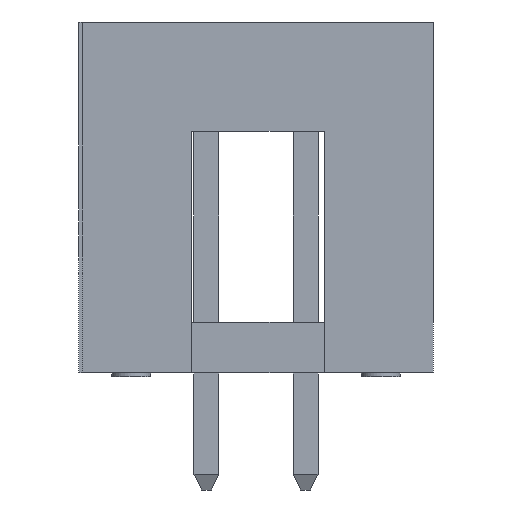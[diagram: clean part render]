
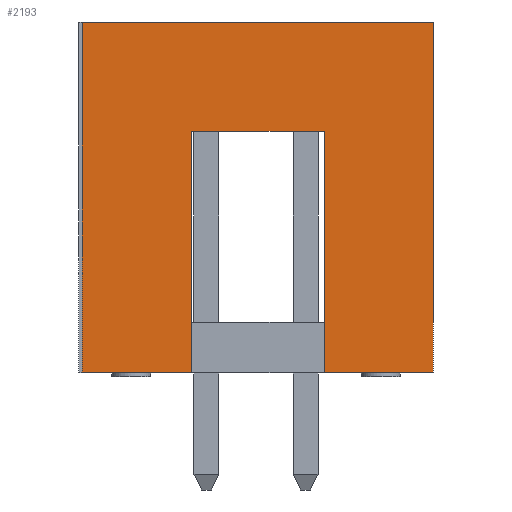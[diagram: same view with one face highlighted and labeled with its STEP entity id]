
A CAD part, left-side view. The second image highlights one B-rep face of the part: STEP entity #2193.
In plain terms, the highlighted planar face has unit normal (-1, 0, 0).
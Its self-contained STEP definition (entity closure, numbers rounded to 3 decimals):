
#201 = PLANE('',#202);
#202 = AXIS2_PLACEMENT_3D('',#203,#204,#205);
#203 = CARTESIAN_POINT('',(5.08,1.27,0.15));
#204 = DIRECTION('',(0.,0.,1.));
#205 = DIRECTION('',(0.,-1.,0.));
#1599 = PLANE('',#1600);
#1600 = AXIS2_PLACEMENT_3D('',#1601,#1602,#1603);
#1601 = CARTESIAN_POINT('',(5.08,1.27,9.15));
#1602 = DIRECTION('',(0.,0.,1.));
#1603 = DIRECTION('',(0.,-1.,0.));
#2023 = PLANE('',#2024);
#2024 = AXIS2_PLACEMENT_3D('',#2025,#2026,#2027);
#2025 = CARTESIAN_POINT('',(-5.08,-3.28,9.15));
#2026 = DIRECTION('',(0.,1.,0.));
#2027 = DIRECTION('',(-1.,0.,0.));
#2193 = ADVANCED_FACE('',(#2194),#2208,.F.);
#2194 = FACE_BOUND('',#2195,.T.);
#2195 = EDGE_LOOP('',(#2196,#2226,#2254,#2282,#2310,#2333,#2356,#2379));
#2196 = ORIENTED_EDGE('',*,*,#2197,.T.);
#2197 = EDGE_CURVE('',#2198,#2200,#2202,.T.);
#2198 = VERTEX_POINT('',#2199);
#2199 = CARTESIAN_POINT('',(-5.08,5.72,0.15));
#2200 = VERTEX_POINT('',#2201);
#2201 = CARTESIAN_POINT('',(-5.08,2.92,0.15));
#2202 = SURFACE_CURVE('',#2203,(#2207,#2219),.PCURVE_S1.);
#2203 = LINE('',#2204,#2205);
#2204 = CARTESIAN_POINT('',(-5.08,5.82,0.15));
#2205 = VECTOR('',#2206,1.);
#2206 = DIRECTION('',(0.,-1.,0.));
#2207 = PCURVE('',#2208,#2213);
#2208 = PLANE('',#2209);
#2209 = AXIS2_PLACEMENT_3D('',#2210,#2211,#2212);
#2210 = CARTESIAN_POINT('',(-5.08,5.82,9.15));
#2211 = DIRECTION('',(1.,0.,0.));
#2212 = DIRECTION('',(0.,1.,0.));
#2213 = DEFINITIONAL_REPRESENTATION('',(#2214),#2218);
#2214 = LINE('',#2215,#2216);
#2215 = CARTESIAN_POINT('',(0.,-9.));
#2216 = VECTOR('',#2217,1.);
#2217 = DIRECTION('',(-1.,0.));
#2218 = ( GEOMETRIC_REPRESENTATION_CONTEXT(2) 
PARAMETRIC_REPRESENTATION_CONTEXT() REPRESENTATION_CONTEXT('2D SPACE',''
  ) );
#2219 = PCURVE('',#201,#2220);
#2220 = DEFINITIONAL_REPRESENTATION('',(#2221),#2225);
#2221 = LINE('',#2222,#2223);
#2222 = CARTESIAN_POINT('',(-4.55,-10.16));
#2223 = VECTOR('',#2224,1.);
#2224 = DIRECTION('',(1.,0.));
#2225 = ( GEOMETRIC_REPRESENTATION_CONTEXT(2) 
PARAMETRIC_REPRESENTATION_CONTEXT() REPRESENTATION_CONTEXT('2D SPACE',''
  ) );
#2226 = ORIENTED_EDGE('',*,*,#2227,.F.);
#2227 = EDGE_CURVE('',#2228,#2200,#2230,.T.);
#2228 = VERTEX_POINT('',#2229);
#2229 = CARTESIAN_POINT('',(-5.08,2.92,6.35));
#2230 = SURFACE_CURVE('',#2231,(#2235,#2242),.PCURVE_S1.);
#2231 = LINE('',#2232,#2233);
#2232 = CARTESIAN_POINT('',(-5.08,2.92,6.35));
#2233 = VECTOR('',#2234,1.);
#2234 = DIRECTION('',(0.,0.,-1.));
#2235 = PCURVE('',#2208,#2236);
#2236 = DEFINITIONAL_REPRESENTATION('',(#2237),#2241);
#2237 = LINE('',#2238,#2239);
#2238 = CARTESIAN_POINT('',(-2.9,-2.8));
#2239 = VECTOR('',#2240,1.);
#2240 = DIRECTION('',(0.,-1.));
#2241 = ( GEOMETRIC_REPRESENTATION_CONTEXT(2) 
PARAMETRIC_REPRESENTATION_CONTEXT() REPRESENTATION_CONTEXT('2D SPACE',''
  ) );
#2242 = PCURVE('',#2243,#2248);
#2243 = PLANE('',#2244);
#2244 = AXIS2_PLACEMENT_3D('',#2245,#2246,#2247);
#2245 = CARTESIAN_POINT('',(-3.78,2.92,6.35));
#2246 = DIRECTION('',(0.,1.,0.));
#2247 = DIRECTION('',(-1.,0.,0.));
#2248 = DEFINITIONAL_REPRESENTATION('',(#2249),#2253);
#2249 = LINE('',#2250,#2251);
#2250 = CARTESIAN_POINT('',(1.3,0.));
#2251 = VECTOR('',#2252,1.);
#2252 = DIRECTION('',(0.,-1.));
#2253 = ( GEOMETRIC_REPRESENTATION_CONTEXT(2) 
PARAMETRIC_REPRESENTATION_CONTEXT() REPRESENTATION_CONTEXT('2D SPACE',''
  ) );
#2254 = ORIENTED_EDGE('',*,*,#2255,.F.);
#2255 = EDGE_CURVE('',#2256,#2228,#2258,.T.);
#2256 = VERTEX_POINT('',#2257);
#2257 = CARTESIAN_POINT('',(-5.08,-0.48,6.35));
#2258 = SURFACE_CURVE('',#2259,(#2263,#2270),.PCURVE_S1.);
#2259 = LINE('',#2260,#2261);
#2260 = CARTESIAN_POINT('',(-5.08,2.92,6.35));
#2261 = VECTOR('',#2262,1.);
#2262 = DIRECTION('',(0.,1.,0.));
#2263 = PCURVE('',#2208,#2264);
#2264 = DEFINITIONAL_REPRESENTATION('',(#2265),#2269);
#2265 = LINE('',#2266,#2267);
#2266 = CARTESIAN_POINT('',(-2.9,-2.8));
#2267 = VECTOR('',#2268,1.);
#2268 = DIRECTION('',(1.,0.));
#2269 = ( GEOMETRIC_REPRESENTATION_CONTEXT(2) 
PARAMETRIC_REPRESENTATION_CONTEXT() REPRESENTATION_CONTEXT('2D SPACE',''
  ) );
#2270 = PCURVE('',#2271,#2276);
#2271 = PLANE('',#2272);
#2272 = AXIS2_PLACEMENT_3D('',#2273,#2274,#2275);
#2273 = CARTESIAN_POINT('',(-3.78,2.92,6.35));
#2274 = DIRECTION('',(0.,0.,1.));
#2275 = DIRECTION('',(0.,-1.,0.));
#2276 = DEFINITIONAL_REPRESENTATION('',(#2277),#2281);
#2277 = LINE('',#2278,#2279);
#2278 = CARTESIAN_POINT('',(0.,-1.3));
#2279 = VECTOR('',#2280,1.);
#2280 = DIRECTION('',(-1.,0.));
#2281 = ( GEOMETRIC_REPRESENTATION_CONTEXT(2) 
PARAMETRIC_REPRESENTATION_CONTEXT() REPRESENTATION_CONTEXT('2D SPACE',''
  ) );
#2282 = ORIENTED_EDGE('',*,*,#2283,.F.);
#2283 = EDGE_CURVE('',#2284,#2256,#2286,.T.);
#2284 = VERTEX_POINT('',#2285);
#2285 = CARTESIAN_POINT('',(-5.08,-0.48,0.15));
#2286 = SURFACE_CURVE('',#2287,(#2291,#2298),.PCURVE_S1.);
#2287 = LINE('',#2288,#2289);
#2288 = CARTESIAN_POINT('',(-5.08,-0.48,6.35));
#2289 = VECTOR('',#2290,1.);
#2290 = DIRECTION('',(0.,0.,1.));
#2291 = PCURVE('',#2208,#2292);
#2292 = DEFINITIONAL_REPRESENTATION('',(#2293),#2297);
#2293 = LINE('',#2294,#2295);
#2294 = CARTESIAN_POINT('',(-6.3,-2.8));
#2295 = VECTOR('',#2296,1.);
#2296 = DIRECTION('',(0.,1.));
#2297 = ( GEOMETRIC_REPRESENTATION_CONTEXT(2) 
PARAMETRIC_REPRESENTATION_CONTEXT() REPRESENTATION_CONTEXT('2D SPACE',''
  ) );
#2298 = PCURVE('',#2299,#2304);
#2299 = PLANE('',#2300);
#2300 = AXIS2_PLACEMENT_3D('',#2301,#2302,#2303);
#2301 = CARTESIAN_POINT('',(-3.78,-0.48,6.35));
#2302 = DIRECTION('',(0.,-1.,0.));
#2303 = DIRECTION('',(1.,0.,0.));
#2304 = DEFINITIONAL_REPRESENTATION('',(#2305),#2309);
#2305 = LINE('',#2306,#2307);
#2306 = CARTESIAN_POINT('',(-1.3,0.));
#2307 = VECTOR('',#2308,1.);
#2308 = DIRECTION('',(0.,1.));
#2309 = ( GEOMETRIC_REPRESENTATION_CONTEXT(2) 
PARAMETRIC_REPRESENTATION_CONTEXT() REPRESENTATION_CONTEXT('2D SPACE',''
  ) );
#2310 = ORIENTED_EDGE('',*,*,#2311,.T.);
#2311 = EDGE_CURVE('',#2284,#2312,#2314,.T.);
#2312 = VERTEX_POINT('',#2313);
#2313 = CARTESIAN_POINT('',(-5.08,-3.28,0.15));
#2314 = SURFACE_CURVE('',#2315,(#2319,#2326),.PCURVE_S1.);
#2315 = LINE('',#2316,#2317);
#2316 = CARTESIAN_POINT('',(-5.08,5.82,0.15));
#2317 = VECTOR('',#2318,1.);
#2318 = DIRECTION('',(0.,-1.,0.));
#2319 = PCURVE('',#2208,#2320);
#2320 = DEFINITIONAL_REPRESENTATION('',(#2321),#2325);
#2321 = LINE('',#2322,#2323);
#2322 = CARTESIAN_POINT('',(0.,-9.));
#2323 = VECTOR('',#2324,1.);
#2324 = DIRECTION('',(-1.,0.));
#2325 = ( GEOMETRIC_REPRESENTATION_CONTEXT(2) 
PARAMETRIC_REPRESENTATION_CONTEXT() REPRESENTATION_CONTEXT('2D SPACE',''
  ) );
#2326 = PCURVE('',#201,#2327);
#2327 = DEFINITIONAL_REPRESENTATION('',(#2328),#2332);
#2328 = LINE('',#2329,#2330);
#2329 = CARTESIAN_POINT('',(-4.55,-10.16));
#2330 = VECTOR('',#2331,1.);
#2331 = DIRECTION('',(1.,0.));
#2332 = ( GEOMETRIC_REPRESENTATION_CONTEXT(2) 
PARAMETRIC_REPRESENTATION_CONTEXT() REPRESENTATION_CONTEXT('2D SPACE',''
  ) );
#2333 = ORIENTED_EDGE('',*,*,#2334,.F.);
#2334 = EDGE_CURVE('',#2335,#2312,#2337,.T.);
#2335 = VERTEX_POINT('',#2336);
#2336 = CARTESIAN_POINT('',(-5.08,-3.28,9.15));
#2337 = SURFACE_CURVE('',#2338,(#2342,#2349),.PCURVE_S1.);
#2338 = LINE('',#2339,#2340);
#2339 = CARTESIAN_POINT('',(-5.08,-3.28,9.15));
#2340 = VECTOR('',#2341,1.);
#2341 = DIRECTION('',(0.,0.,-1.));
#2342 = PCURVE('',#2208,#2343);
#2343 = DEFINITIONAL_REPRESENTATION('',(#2344),#2348);
#2344 = LINE('',#2345,#2346);
#2345 = CARTESIAN_POINT('',(-9.1,0.));
#2346 = VECTOR('',#2347,1.);
#2347 = DIRECTION('',(0.,-1.));
#2348 = ( GEOMETRIC_REPRESENTATION_CONTEXT(2) 
PARAMETRIC_REPRESENTATION_CONTEXT() REPRESENTATION_CONTEXT('2D SPACE',''
  ) );
#2349 = PCURVE('',#2023,#2350);
#2350 = DEFINITIONAL_REPRESENTATION('',(#2351),#2355);
#2351 = LINE('',#2352,#2353);
#2352 = CARTESIAN_POINT('',(0.,0.));
#2353 = VECTOR('',#2354,1.);
#2354 = DIRECTION('',(0.,-1.));
#2355 = ( GEOMETRIC_REPRESENTATION_CONTEXT(2) 
PARAMETRIC_REPRESENTATION_CONTEXT() REPRESENTATION_CONTEXT('2D SPACE',''
  ) );
#2356 = ORIENTED_EDGE('',*,*,#2357,.F.);
#2357 = EDGE_CURVE('',#2358,#2335,#2360,.T.);
#2358 = VERTEX_POINT('',#2359);
#2359 = CARTESIAN_POINT('',(-5.08,5.72,9.15));
#2360 = SURFACE_CURVE('',#2361,(#2365,#2372),.PCURVE_S1.);
#2361 = LINE('',#2362,#2363);
#2362 = CARTESIAN_POINT('',(-5.08,5.82,9.15));
#2363 = VECTOR('',#2364,1.);
#2364 = DIRECTION('',(0.,-1.,0.));
#2365 = PCURVE('',#2208,#2366);
#2366 = DEFINITIONAL_REPRESENTATION('',(#2367),#2371);
#2367 = LINE('',#2368,#2369);
#2368 = CARTESIAN_POINT('',(0.,0.));
#2369 = VECTOR('',#2370,1.);
#2370 = DIRECTION('',(-1.,0.));
#2371 = ( GEOMETRIC_REPRESENTATION_CONTEXT(2) 
PARAMETRIC_REPRESENTATION_CONTEXT() REPRESENTATION_CONTEXT('2D SPACE',''
  ) );
#2372 = PCURVE('',#1599,#2373);
#2373 = DEFINITIONAL_REPRESENTATION('',(#2374),#2378);
#2374 = LINE('',#2375,#2376);
#2375 = CARTESIAN_POINT('',(-4.55,-10.16));
#2376 = VECTOR('',#2377,1.);
#2377 = DIRECTION('',(1.,0.));
#2378 = ( GEOMETRIC_REPRESENTATION_CONTEXT(2) 
PARAMETRIC_REPRESENTATION_CONTEXT() REPRESENTATION_CONTEXT('2D SPACE',''
  ) );
#2379 = ORIENTED_EDGE('',*,*,#2380,.F.);
#2380 = EDGE_CURVE('',#2198,#2358,#2381,.T.);
#2381 = SURFACE_CURVE('',#2382,(#2386,#2393),.PCURVE_S1.);
#2382 = LINE('',#2383,#2384);
#2383 = CARTESIAN_POINT('',(-5.08,5.72,0.15));
#2384 = VECTOR('',#2385,1.);
#2385 = DIRECTION('',(0.,0.,1.));
#2386 = PCURVE('',#2208,#2387);
#2387 = DEFINITIONAL_REPRESENTATION('',(#2388),#2392);
#2388 = LINE('',#2389,#2390);
#2389 = CARTESIAN_POINT('',(-0.1,-9.));
#2390 = VECTOR('',#2391,1.);
#2391 = DIRECTION('',(0.,1.));
#2392 = ( GEOMETRIC_REPRESENTATION_CONTEXT(2) 
PARAMETRIC_REPRESENTATION_CONTEXT() REPRESENTATION_CONTEXT('2D SPACE',''
  ) );
#2393 = PCURVE('',#2394,#2399);
#2394 = PLANE('',#2395);
#2395 = AXIS2_PLACEMENT_3D('',#2396,#2397,#2398);
#2396 = CARTESIAN_POINT('',(-3.07,5.72,0.15));
#2397 = DIRECTION('',(0.,-1.,0.));
#2398 = DIRECTION('',(1.,0.,0.));
#2399 = DEFINITIONAL_REPRESENTATION('',(#2400),#2404);
#2400 = LINE('',#2401,#2402);
#2401 = CARTESIAN_POINT('',(-2.01,0.));
#2402 = VECTOR('',#2403,1.);
#2403 = DIRECTION('',(0.,1.));
#2404 = ( GEOMETRIC_REPRESENTATION_CONTEXT(2) 
PARAMETRIC_REPRESENTATION_CONTEXT() REPRESENTATION_CONTEXT('2D SPACE',''
  ) );
